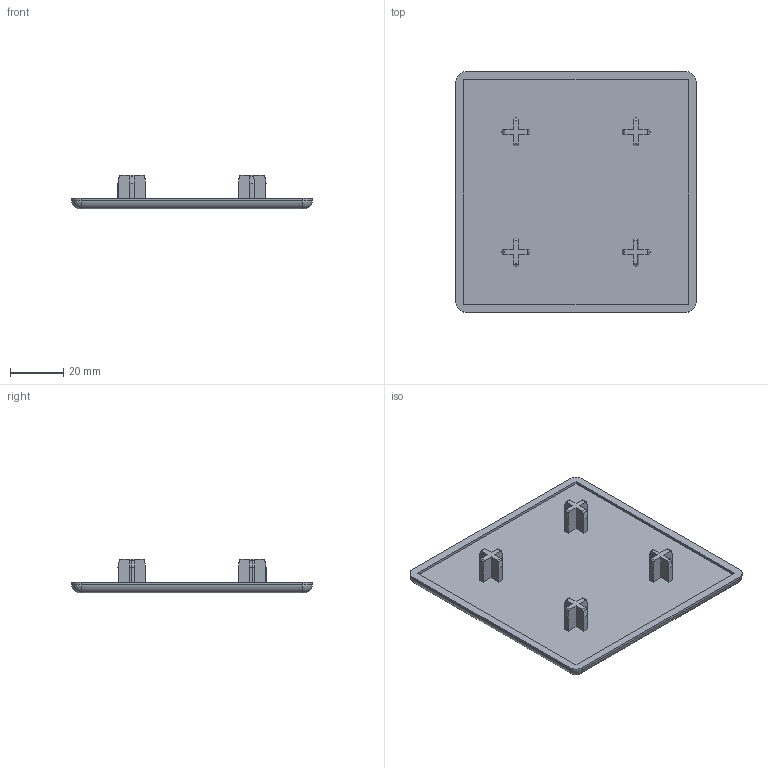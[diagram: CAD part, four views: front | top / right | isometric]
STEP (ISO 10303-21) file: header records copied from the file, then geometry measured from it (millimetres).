
FILE_DESCRIPTION (( 'STEP AP203' ), '1' );
FILE_NAME ('151277.step', '2021-06-03T16:05:41', ( '' ), ( '' ), 'SwSTEP 2.0', 'SolidWorks 2021', '' );
FILE_SCHEMA (( 'CONFIG_CONTROL_DESIGN' ));
Length unit declared in the file: millimetre
Products named in the file (1): 151277
Bounding box: 90 x 90 x 12.5 mm (x, y, z)
Volume: 26027.9 mm3; surface area: 18989.6 mm2
Topology: 1 solids, 1 shells, 121 faces, 328 edges, 214 vertices
Faces by surface type: plane 49, cylinder 28, torus 24, cone 20
Entity records: 4245 total; most frequent: CARTESIAN_POINT 1142, ORIENTED_EDGE 656, DIRECTION 616, EDGE_CURVE 328, AXIS2_PLACEMENT_3D 230, VERTEX_POINT 214, LINE 156, VECTOR 156
